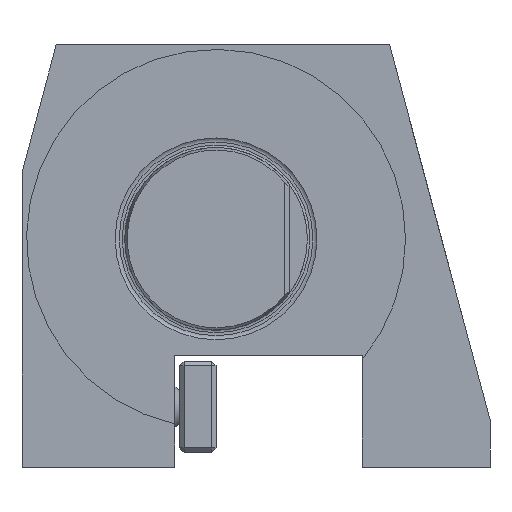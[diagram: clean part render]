
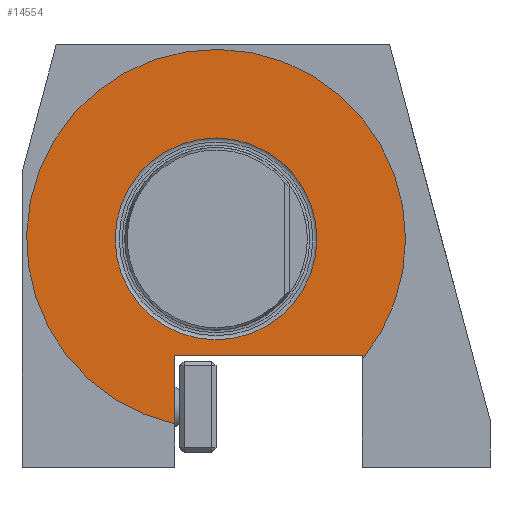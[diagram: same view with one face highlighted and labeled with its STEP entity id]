
A CAD part, front view. The second image highlights one B-rep face of the part: STEP entity #14554.
In plain terms, the highlighted planar face has unit normal (0, -1, 0).
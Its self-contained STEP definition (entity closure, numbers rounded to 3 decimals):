
#303 = EDGE_CURVE ( 'NONE', #3697, #1163, #6572, .T. ) ;
#515 = CARTESIAN_POINT ( 'NONE',  ( 32., 0., 0. ) ) ;
#1163 = VERTEX_POINT ( 'NONE', #7448 ) ;
#1305 = LINE ( 'NONE', #4961, #13355 ) ;
#1896 = PLANE ( 'NONE',  #2352 ) ;
#1965 = AXIS2_PLACEMENT_3D ( 'NONE', #11784, #5810, #6991 ) ;
#2207 = VERTEX_POINT ( 'NONE', #14435 ) ;
#2352 = AXIS2_PLACEMENT_3D ( 'NONE', #15161, #11832, #13018 ) ;
#2758 = CARTESIAN_POINT ( 'NONE',  ( 0., 0., 0. ) ) ;
#3025 = EDGE_CURVE ( 'NONE', #2207, #2207, #13390, .T. ) ;
#3697 = VERTEX_POINT ( 'NONE', #4418 ) ;
#3925 = CARTESIAN_POINT ( 'NONE',  ( -9., 0., -25.5 ) ) ;
#4044 = AXIS2_PLACEMENT_3D ( 'NONE', #2758, #13803, #14989 ) ;
#4286 = FACE_BOUND ( 'NONE', #10773, .T. ) ;
#4418 = CARTESIAN_POINT ( 'NONE',  ( 32., 0., -25.5 ) ) ;
#4961 = CARTESIAN_POINT ( 'NONE',  ( -22.15, 0., -25.5 ) ) ;
#5002 = VECTOR ( 'NONE', #15588, 1000. ) ;
#5548 = CIRCLE ( 'NONE', #4044, 41.5 ) ;
#5810 = DIRECTION ( 'NONE',  ( 0., -1., 0. ) ) ;
#6572 = LINE ( 'NONE', #515, #7948 ) ;
#6991 = DIRECTION ( 'NONE',  ( 1., 0., 0. ) ) ;
#7133 = ORIENTED_EDGE ( 'NONE', *, *, #9410, .T. ) ;
#7417 = LINE ( 'NONE', #9477, #5002 ) ;
#7448 = CARTESIAN_POINT ( 'NONE',  ( 32., 0., -26.424 ) ) ;
#7596 = CARTESIAN_POINT ( 'NONE',  ( -9., 0., -40.512 ) ) ;
#7707 = ORIENTED_EDGE ( 'NONE', *, *, #10972, .F. ) ;
#7948 = VECTOR ( 'NONE', #10382, 1000. ) ;
#9349 = ORIENTED_EDGE ( 'NONE', *, *, #303, .T. ) ;
#9410 = EDGE_CURVE ( 'NONE', #13078, #3697, #1305, .T. ) ;
#9429 = VERTEX_POINT ( 'NONE', #7596 ) ;
#9477 = CARTESIAN_POINT ( 'NONE',  ( -9., 0., 0. ) ) ;
#10382 = DIRECTION ( 'NONE',  ( 0., 0., -1. ) ) ;
#10425 = EDGE_CURVE ( 'NONE', #9429, #13078, #7417, .T. ) ;
#10773 = EDGE_LOOP ( 'NONE', ( #11892 ) ) ;
#10972 = EDGE_CURVE ( 'NONE', #9429, #1163, #5548, .T. ) ;
#11784 = CARTESIAN_POINT ( 'NONE',  ( 0., 0., 0. ) ) ;
#11832 = DIRECTION ( 'NONE',  ( 0., -1., 0. ) ) ;
#11892 = ORIENTED_EDGE ( 'NONE', *, *, #3025, .F. ) ;
#12465 = ORIENTED_EDGE ( 'NONE', *, *, #10425, .T. ) ;
#13018 = DIRECTION ( 'NONE',  ( 1., 0., 0. ) ) ;
#13078 = VERTEX_POINT ( 'NONE', #3925 ) ;
#13355 = VECTOR ( 'NONE', #14735, 1000. ) ;
#13390 = CIRCLE ( 'NONE', #1965, 22.095 ) ;
#13803 = DIRECTION ( 'NONE',  ( 0., 1., 0. ) ) ;
#14121 = FACE_OUTER_BOUND ( 'NONE', #14839, .T. ) ;
#14435 = CARTESIAN_POINT ( 'NONE',  ( 22.095, 0., 0. ) ) ;
#14554 = ADVANCED_FACE ( 'Defeature completata1_2', ( #14121, #4286 ), #1896, .T. ) ;
#14735 = DIRECTION ( 'NONE',  ( 1., 0., 0. ) ) ;
#14839 = EDGE_LOOP ( 'NONE', ( #7707, #12465, #7133, #9349 ) ) ;
#14989 = DIRECTION ( 'NONE',  ( -1., 0., 0. ) ) ;
#15161 = CARTESIAN_POINT ( 'NONE',  ( -22.15, 0., 0. ) ) ;
#15588 = DIRECTION ( 'NONE',  ( 0., 0., 1. ) ) ;
